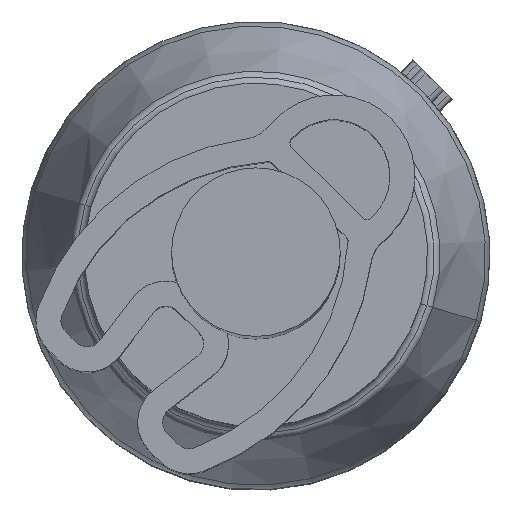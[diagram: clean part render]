
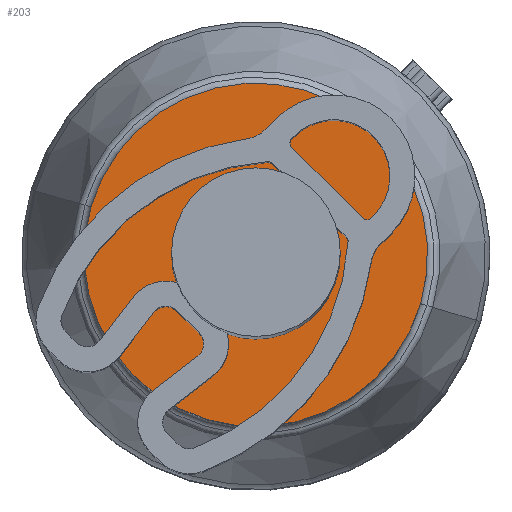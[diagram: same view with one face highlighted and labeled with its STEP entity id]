
A CAD part, top view. The second image highlights one B-rep face of the part: STEP entity #203.
In plain terms, the highlighted planar face has unit normal (0, 0, 1).
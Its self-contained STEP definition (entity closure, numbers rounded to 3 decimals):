
#47=AXIS2_PLACEMENT_3D('Circle Axis2P3D',#45,#46,$) ;
#115=AXIS2_PLACEMENT_3D('Circle Axis2P3D',#113,#114,$) ;
#179=AXIS2_PLACEMENT_3D('Plane Axis2P3D',#176,#177,#178) ;
#183=AXIS2_PLACEMENT_3D('Circle Axis2P3D',#181,#182,$) ;
#192=AXIS2_PLACEMENT_3D('Circle Axis2P3D',#190,#191,$) ;
#40=CARTESIAN_POINT('Vertex',(10.2,7.5,47.)) ;
#45=CARTESIAN_POINT('Axis2P3D Location',(7.5,7.5,47.)) ;
#49=CARTESIAN_POINT('Vertex',(4.8,7.5,47.)) ;
#113=CARTESIAN_POINT('Axis2P3D Location',(7.5,7.5,47.)) ;
#176=CARTESIAN_POINT('Axis2P3D Location',(11.389,3.611,47.)) ;
#181=CARTESIAN_POINT('Axis2P3D Location',(7.5,7.5,47.)) ;
#185=CARTESIAN_POINT('Vertex',(12.778,5.952,47.)) ;
#187=CARTESIAN_POINT('Vertex',(2.222,9.048,47.)) ;
#190=CARTESIAN_POINT('Axis2P3D Location',(7.5,7.5,47.)) ;
#46=DIRECTION('Axis2P3D Direction',(0.,0.,1.)) ;
#114=DIRECTION('Axis2P3D Direction',(0.,0.,1.)) ;
#177=DIRECTION('Axis2P3D Direction',(0.,0.,1.)) ;
#178=DIRECTION('Axis2P3D XDirection',(0.707,0.707,0.)) ;
#182=DIRECTION('Axis2P3D Direction',(0.,0.,1.)) ;
#191=DIRECTION('Axis2P3D Direction',(0.,0.,1.)) ;
#196=ORIENTED_EDGE('',*,*,#189,.T.) ;
#197=ORIENTED_EDGE('',*,*,#194,.T.) ;
#200=ORIENTED_EDGE('',*,*,#51,.F.) ;
#201=ORIENTED_EDGE('',*,*,#117,.F.) ;
#202=FACE_BOUND('',#199,.T.) ;
#203=ADVANCED_FACE('Hauptk\X2\00F6\X0\rper',(#198,#202),#180,.T.) ;
#48=CIRCLE('generated circle',#47,2.7) ;
#116=CIRCLE('generated circle',#115,2.7) ;
#184=CIRCLE('generated circle',#183,5.5) ;
#193=CIRCLE('generated circle',#192,5.5) ;
#51=EDGE_CURVE('',#41,#50,#48,.T.) ;
#117=EDGE_CURVE('',#50,#41,#116,.T.) ;
#189=EDGE_CURVE('',#186,#188,#184,.T.) ;
#194=EDGE_CURVE('',#188,#186,#193,.T.) ;
#195=EDGE_LOOP('',(#196,#197)) ;
#199=EDGE_LOOP('',(#200,#201)) ;
#198=FACE_OUTER_BOUND('',#195,.T.) ;
#180=PLANE('',#179) ;
#41=VERTEX_POINT('',#40) ;
#50=VERTEX_POINT('',#49) ;
#186=VERTEX_POINT('',#185) ;
#188=VERTEX_POINT('',#187) ;
